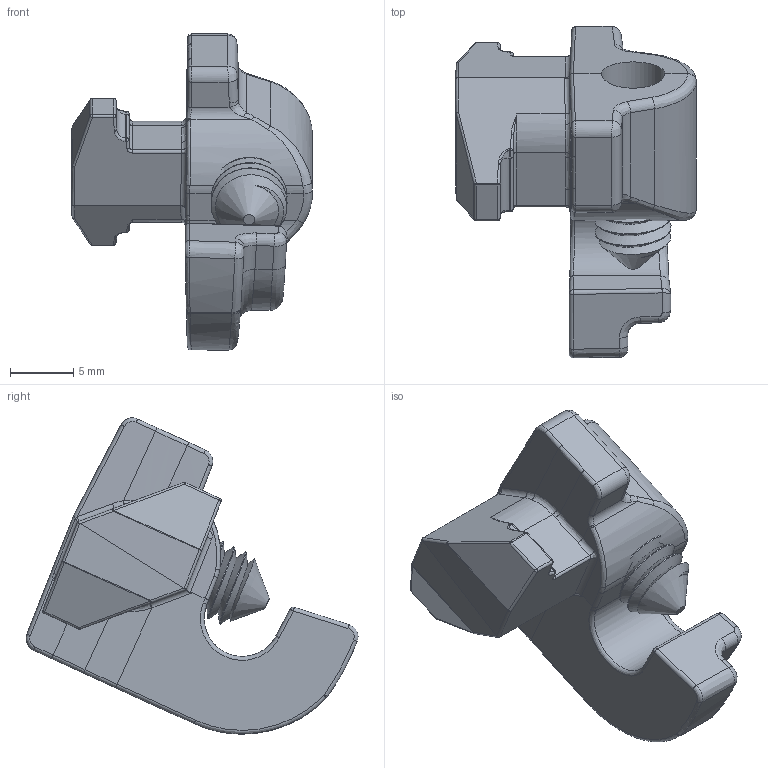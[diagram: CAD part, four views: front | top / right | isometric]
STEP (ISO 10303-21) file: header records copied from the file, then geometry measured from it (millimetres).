
FILE_DESCRIPTION (( 'STEP AP214' ), '1' );
FILE_NAME ('093GHN0810.STEP', '2015-08-10T14:05:38', ( 'Admin' ), ( 'Hewlett-Packard Company' ), 'SwSTEP 2.0', 'SolidWorks 2014', '' );
FILE_SCHEMA (( 'AUTOMOTIVE_DESIGN' ));
Length unit declared in the file: millimetre
Products named in the file (3): set screw ISO 4027 M6x10_DIN 914 - M6 ; 093GHN0810R01_093GHN0810R01; 093GHN0810
Assembly tree (2 placements, depth 2):
  093GHN0810
    093GHN0810R01_093GHN0810R01
    set screw ISO 4027 M6x10_DIN 914 - M6 
Bounding box: 19 x 26.18 x 24.94 mm (x, y, z)
Volume: 2631.9 mm3; surface area: 2005.3 mm2
Topology: 2 solids, 2 shells, 239 faces, 551 edges, 311 vertices
Faces by surface type: cylinder 88, bspline 85, plane 46, sphere 18, cone 2
Full cylindrical faces by diameter (mm): 5 x1
Entity records: 9344 total; most frequent: CARTESIAN_POINT 4620, ORIENTED_EDGE 1086, DIRECTION 833, EDGE_CURVE 543, AXIS2_PLACEMENT_3D 318, VERTEX_POINT 309, EDGE_LOOP 242, FACE_OUTER_BOUND 240
